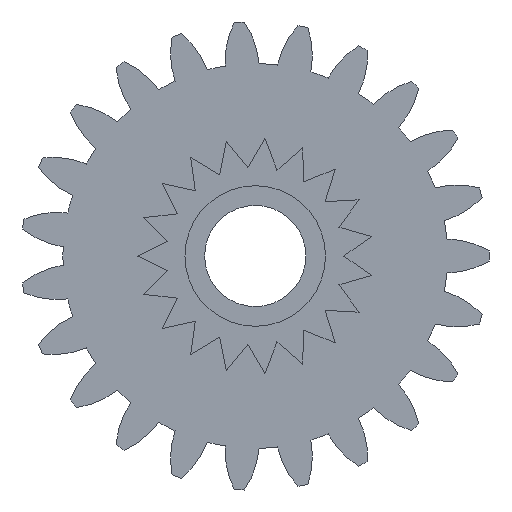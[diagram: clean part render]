
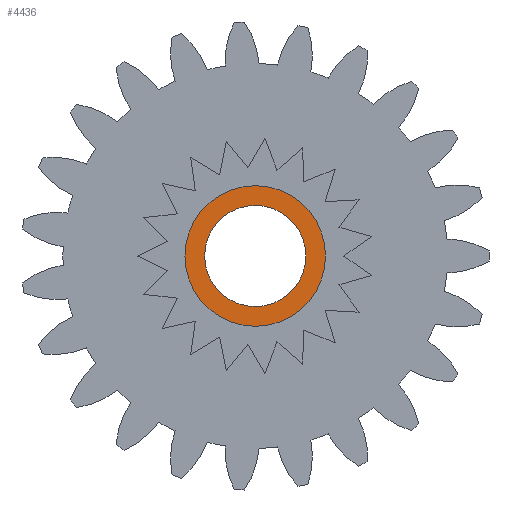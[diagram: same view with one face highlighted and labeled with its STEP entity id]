
A CAD part, left-side view. The second image highlights one B-rep face of the part: STEP entity #4436.
In plain terms, the highlighted planar face has unit normal (-1, 0, 0).
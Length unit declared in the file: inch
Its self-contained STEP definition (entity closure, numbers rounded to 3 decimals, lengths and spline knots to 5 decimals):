
#223 = EDGE_CURVE ( 'NONE', #1509, #3450, #4308, .T. ) ;
#450 = DIRECTION ( 'NONE',  ( 0., 0., 1. ) ) ;
#521 = DIRECTION ( 'NONE',  ( -1., 0., 0. ) ) ;
#610 = AXIS2_PLACEMENT_3D ( 'NONE', #3538, #521, #450 ) ;
#728 = CARTESIAN_POINT ( 'NONE',  ( -1.4498, 0., 0. ) ) ;
#835 = AXIS2_PLACEMENT_3D ( 'NONE', #2169, #2145, #4721 ) ;
#848 = DIRECTION ( 'NONE',  ( 1., 0., 0. ) ) ;
#861 = AXIS2_PLACEMENT_3D ( 'NONE', #4222, #848, #4251 ) ;
#982 = EDGE_LOOP ( 'NONE', ( #1799, #3304 ) ) ;
#1165 = ORIENTED_EDGE ( 'NONE', *, *, #2269, .T. ) ;
#1491 = CARTESIAN_POINT ( 'NONE',  ( -1.4498, 0., -0.1875 ) ) ;
#1509 = VERTEX_POINT ( 'NONE', #1491 ) ;
#1579 = AXIS2_PLACEMENT_3D ( 'NONE', #3750, #2275, #2723 ) ;
#1603 = EDGE_CURVE ( 'NONE', #3450, #1509, #4874, .T. ) ;
#1799 = ORIENTED_EDGE ( 'NONE', *, *, #1603, .T. ) ;
#1891 = DIRECTION ( 'NONE',  ( 0., 0., 1. ) ) ;
#2145 = DIRECTION ( 'NONE',  ( 1., 0., 0. ) ) ;
#2169 = CARTESIAN_POINT ( 'NONE',  ( -1.4498, 0., 0. ) ) ;
#2269 = EDGE_CURVE ( 'NONE', #3916, #2718, #4765, .T. ) ;
#2275 = DIRECTION ( 'NONE',  ( -1., 0., 0. ) ) ;
#2567 = EDGE_LOOP ( 'NONE', ( #4362, #1165 ) ) ;
#2639 = FACE_OUTER_BOUND ( 'NONE', #982, .T. ) ;
#2718 = VERTEX_POINT ( 'NONE', #4422 ) ;
#2723 = DIRECTION ( 'NONE',  ( 0., 0., 1. ) ) ;
#2984 = DIRECTION ( 'NONE',  ( -1., 0., 0. ) ) ;
#3001 = CIRCLE ( 'NONE', #861, 0.135 ) ;
#3058 = PLANE ( 'NONE',  #4387 ) ;
#3304 = ORIENTED_EDGE ( 'NONE', *, *, #223, .T. ) ;
#3369 = EDGE_CURVE ( 'NONE', #2718, #3916, #3001, .T. ) ;
#3450 = VERTEX_POINT ( 'NONE', #3587 ) ;
#3538 = CARTESIAN_POINT ( 'NONE',  ( -1.4498, 0., 0. ) ) ;
#3587 = CARTESIAN_POINT ( 'NONE',  ( -1.4498, 0., 0.1875 ) ) ;
#3633 = CARTESIAN_POINT ( 'NONE',  ( -1.4498, 0., -0.135 ) ) ;
#3750 = CARTESIAN_POINT ( 'NONE',  ( -1.4498, 0., 0. ) ) ;
#3916 = VERTEX_POINT ( 'NONE', #3633 ) ;
#4129 = FACE_BOUND ( 'NONE', #2567, .T. ) ;
#4222 = CARTESIAN_POINT ( 'NONE',  ( -1.4498, 0., 0. ) ) ;
#4251 = DIRECTION ( 'NONE',  ( 0., 0., 1. ) ) ;
#4308 = CIRCLE ( 'NONE', #610, 0.1875 ) ;
#4362 = ORIENTED_EDGE ( 'NONE', *, *, #3369, .T. ) ;
#4387 = AXIS2_PLACEMENT_3D ( 'NONE', #728, #2984, #1891 ) ;
#4422 = CARTESIAN_POINT ( 'NONE',  ( -1.4498, 0., 0.135 ) ) ;
#4436 = ADVANCED_FACE ( 'NONE', ( #2639, #4129 ), #3058, .T. ) ;
#4721 = DIRECTION ( 'NONE',  ( 0., 0., 1. ) ) ;
#4765 = CIRCLE ( 'NONE', #835, 0.135 ) ;
#4874 = CIRCLE ( 'NONE', #1579, 0.1875 ) ;
